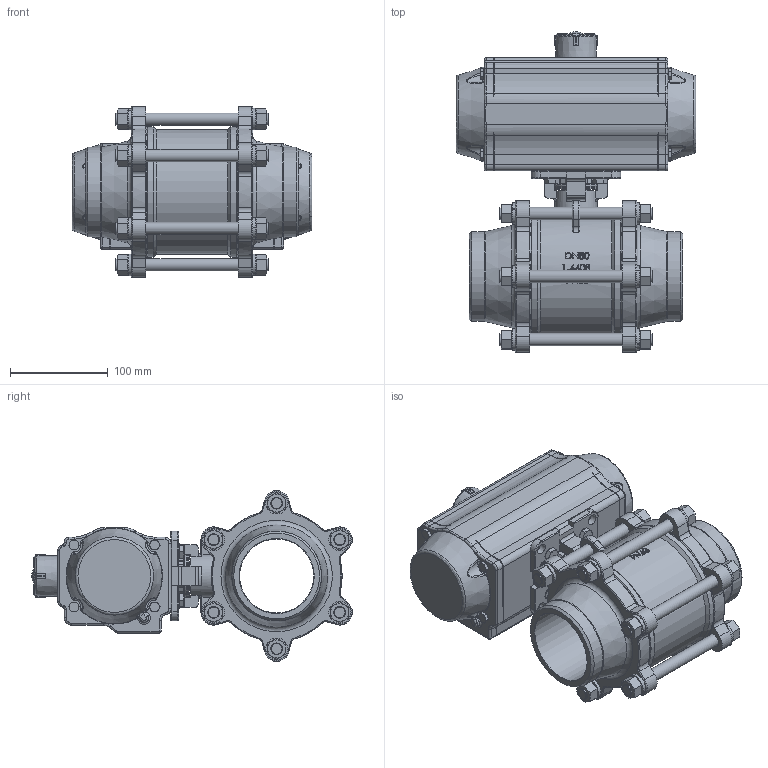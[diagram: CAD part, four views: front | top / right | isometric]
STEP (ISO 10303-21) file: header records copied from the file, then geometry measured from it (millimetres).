
FILE_DESCRIPTION(/* description */ ('Unknown'),/* implementation_level */ '2;1');
FILE_NAME(/* name */ 'DW05 9325-11',/* time_stamp */ '2022-11-08T12:55:14+01:00',/* author */ ('Unknown'),/* organization */ ('Unknown'),/* preprocessor_version */ 'ST-DEVELOPER v16.7',/* originating_system */ 'Solid Edge',/* authorisation */ 'Unknown');
FILE_SCHEMA (('AUTOMOTIVE_DESIGN {1 0 10303 214 3 1 1}'));
Products named in the file (13): DW110-8.122.080; 8.122.080; Gewindestange; Körper_8.122.080; DIN 933 M8x25 A2-70 BLK_EDST; DW05_FR04_(DW110_FR81); ____; ________(___________; _____________; ______; hexagon head bolts--product grade c gb_GB_FASTENER_BOLT_HHBC M6X30-N; cup head nib bolts with large head gb_GB_FASTENER_BOLT_CHNBW M6X25-N; KP-88
Assembly tree (29 placements, depth 4):
  DW110-8.122.080
    8.122.080
      Gewindestange  x6
      Körper_8.122.080
    DIN 933 M8x25 A2-70 BLK_EDST  x4
    DW05_FR04_(DW110_FR81)
      ____
        ________(___________  x2
        _____________  x2
        ______
      hexagon head bolts--product grade c gb_GB_FASTENER_BOLT_HHBC M6X30-N  x8
      cup head nib bolts with large head gb_GB_FASTENER_BOLT_CHNBW M6X25-N
      KP-88
Bounding box: 246 x 328.95 x 175.3 mm (x, y, z)
Volume: 4149312.8 mm3; surface area: 398008.8 mm2
Topology: 26 solids, 26 shells, 2040 faces, 5031 edges, 3100 vertices
Faces by surface type: plane 765, cylinder 551, bspline 341, torus 192, cone 180, sphere 11
Full cylindrical faces by diameter (mm): 3 x16, 3.3 x10, 4.2 x4, 4.66 x1, 5 x17, 6 x9, 6.2 x1, 6.8 x4, 8 x4, 8.5 x4, 8.8 x2, 11 x4, 12 x12, 12.7 x6, 13 x4, 14 x2, 15 x12, 24.6 x1, 24.8 x1, 30 x2, 35.2 x1, 38.5 x1, 44.46 x2, 48 x1, 76 x1, 92 x2, 128 x1, 134.3 x4
Entity records: 94093 total; most frequent: CARTESIAN_POINT 49276, ORIENTED_EDGE 7898, DIRECTION 7253, EDGE_CURVE 3949, AXIS2_PLACEMENT_3D 2759, VERTEX_POINT 2583, FACE_BOUND 2052, EDGE_LOOP 2029
